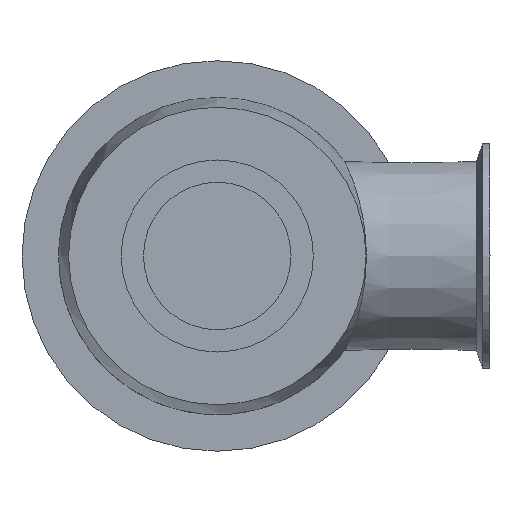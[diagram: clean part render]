
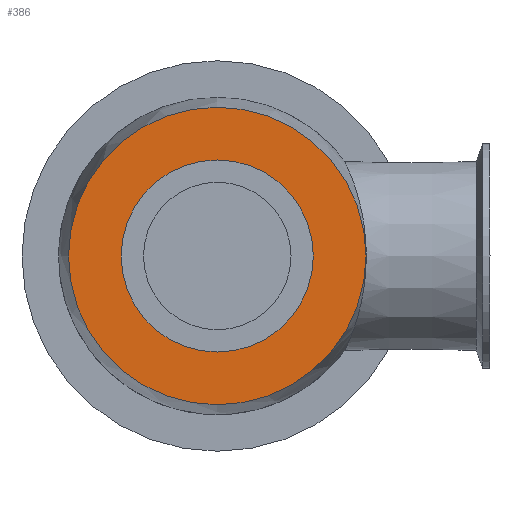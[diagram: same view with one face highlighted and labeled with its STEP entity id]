
A CAD part, front view. The second image highlights one B-rep face of the part: STEP entity #386.
In plain terms, the highlighted planar face has unit normal (0, -1, 0).
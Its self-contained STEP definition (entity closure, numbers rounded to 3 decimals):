
#15=FACE_BOUND('',#81,.T.);
#35=PLANE('',#450);
#51=FACE_OUTER_BOUND('',#80,.T.);
#80=EDGE_LOOP('',(#297));
#81=EDGE_LOOP('',(#298));
#157=CIRCLE('',#451,60.);
#158=CIRCLE('',#452,37.6);
#189=VERTEX_POINT('',#755);
#190=VERTEX_POINT('',#757);
#229=EDGE_CURVE('',#189,#189,#157,.T.);
#230=EDGE_CURVE('',#190,#190,#158,.T.);
#297=ORIENTED_EDGE('',*,*,#229,.T.);
#298=ORIENTED_EDGE('',*,*,#230,.F.);
#386=ADVANCED_FACE('',(#51,#15),#35,.T.);
#450=AXIS2_PLACEMENT_3D('',#754,#538,#539);
#451=AXIS2_PLACEMENT_3D('',#756,#540,#541);
#452=AXIS2_PLACEMENT_3D('',#758,#542,#543);
#538=DIRECTION('center_axis',(0.,-1.,0.));
#539=DIRECTION('ref_axis',(0.,0.,-1.));
#540=DIRECTION('center_axis',(0.,-1.,0.));
#541=DIRECTION('ref_axis',(1.,0.,0.));
#542=DIRECTION('center_axis',(0.,-1.,0.));
#543=DIRECTION('ref_axis',(1.,0.,0.));
#754=CARTESIAN_POINT('Origin',(-37.6,17.85,0.));
#755=CARTESIAN_POINT('',(60.,17.85,0.));
#756=CARTESIAN_POINT('Origin',(0.,17.85,0.));
#757=CARTESIAN_POINT('',(37.6,17.85,0.));
#758=CARTESIAN_POINT('Origin',(0.,17.85,0.));
